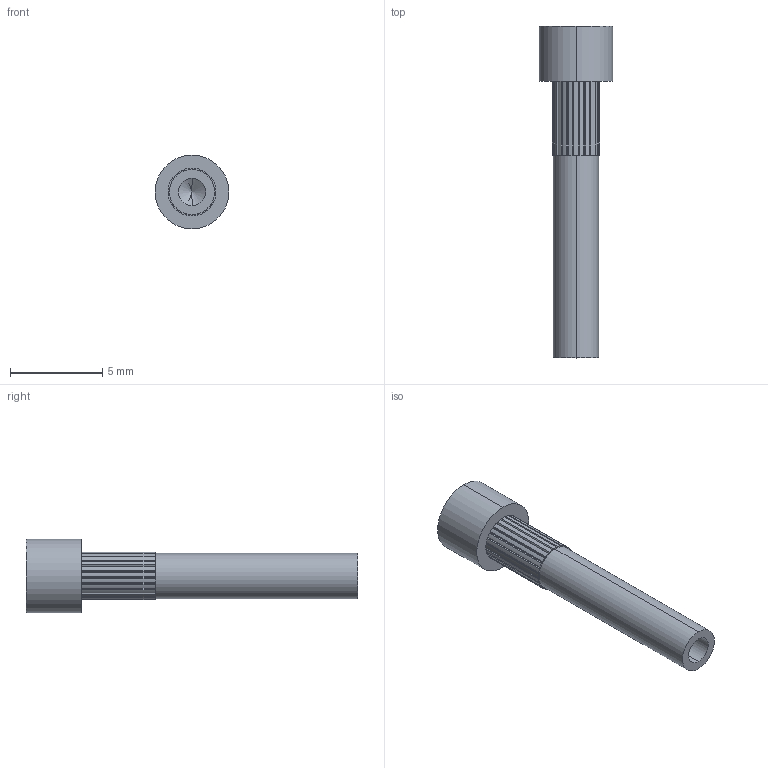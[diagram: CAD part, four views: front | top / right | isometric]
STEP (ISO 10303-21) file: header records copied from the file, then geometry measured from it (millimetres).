
FILE_DESCRIPTION (( 'STEP AP214' ), '1' );
FILE_NAME ('IF-PI-18.0-4.0.STEP', '2021-05-14T16:39:46', ( '' ), ( '' ), 'SwSTEP 2.0', 'SolidWorks 2020', '' );
FILE_SCHEMA (( 'AUTOMOTIVE_DESIGN' ));
Length unit declared in the file: millimetre
Products named in the file (1): IF-PI-18.0-4.0
Bounding box: 4 x 18 x 4 mm (x, y, z)
Volume: 105 mm3; surface area: 198.7 mm2
Topology: 1 solids, 1 shells, 87 faces, 247 edges, 163 vertices
Faces by surface type: plane 54, cylinder 31, cone 2
Entity records: 2847 total; most frequent: CARTESIAN_POINT 496, ORIENTED_EDGE 490, DIRECTION 483, EDGE_CURVE 245, LINE 183, VECTOR 183, VERTEX_POINT 163, AXIS2_PLACEMENT_3D 150
